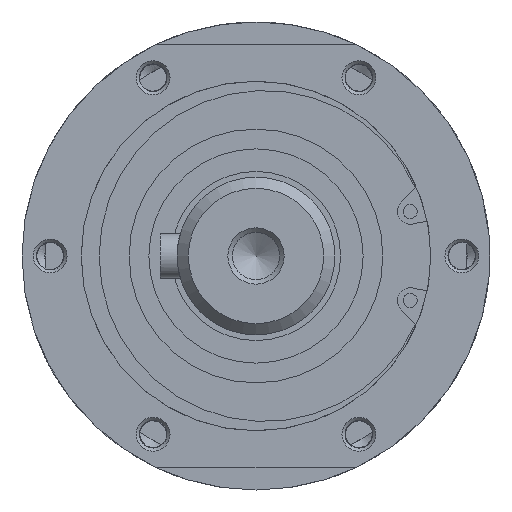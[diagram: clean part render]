
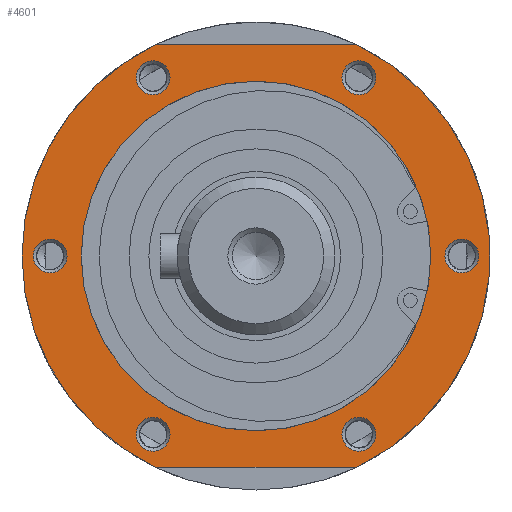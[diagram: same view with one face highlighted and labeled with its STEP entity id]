
A CAD part, left-side view. The second image highlights one B-rep face of the part: STEP entity #4601.
In plain terms, the highlighted planar face has unit normal (-1, 0, 0).
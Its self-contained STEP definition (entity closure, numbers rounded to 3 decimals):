
#4208=CARTESIAN_POINT('',(-142.5,31.,0.));
#4209=VERTEX_POINT('',#4208);
#4210=CARTESIAN_POINT('',(-142.5,0.,0.));
#4211=DIRECTION('',(1.0,0.0,0.0));
#4212=DIRECTION('',(0.0,1.0,0.0));
#4213=AXIS2_PLACEMENT_3D('',#4210,#4211,#4212);
#4214=CIRCLE('',#4213,31.);
#4215=EDGE_CURVE('',#4209,#4209,#4214,.T.);
#4439=CARTESIAN_POINT('',(-142.5,20.848,-30.11));
#4440=VERTEX_POINT('',#4439);
#4441=CARTESIAN_POINT('',(-142.5,18.25,-31.61));
#4442=DIRECTION('',(-1.,0.,0.));
#4443=DIRECTION('',(0.,-0.866,-0.5));
#4444=AXIS2_PLACEMENT_3D('',#4441,#4442,#4443);
#4445=CIRCLE('',#4444,3.);
#4446=EDGE_CURVE('',#4440,#4440,#4445,.T.);
#4459=CARTESIAN_POINT('',(-142.5,36.5,3.));
#4460=VERTEX_POINT('',#4459);
#4461=CARTESIAN_POINT('',(-142.5,36.5,0.));
#4462=DIRECTION('',(-1.0,0.0,0.0));
#4463=DIRECTION('',(0.0,0.0,-1.0));
#4464=AXIS2_PLACEMENT_3D('',#4461,#4462,#4463);
#4465=CIRCLE('',#4464,3.);
#4466=EDGE_CURVE('',#4460,#4460,#4465,.T.);
#4479=CARTESIAN_POINT('',(-142.5,-15.652,-33.11));
#4480=VERTEX_POINT('',#4479);
#4481=CARTESIAN_POINT('',(-142.5,-18.25,-31.61));
#4482=DIRECTION('',(-1.,0.,0.));
#4483=DIRECTION('',(0.,-0.866,0.5));
#4484=AXIS2_PLACEMENT_3D('',#4481,#4482,#4483);
#4485=CIRCLE('',#4484,3.);
#4486=EDGE_CURVE('',#4480,#4480,#4485,.T.);
#4499=CARTESIAN_POINT('',(-142.5,15.652,33.11));
#4500=VERTEX_POINT('',#4499);
#4501=CARTESIAN_POINT('',(-142.5,18.25,31.61));
#4502=DIRECTION('',(-1.,0.,0.));
#4503=DIRECTION('',(0.,0.866,-0.5));
#4504=AXIS2_PLACEMENT_3D('',#4501,#4502,#4503);
#4505=CIRCLE('',#4504,3.);
#4506=EDGE_CURVE('',#4500,#4500,#4505,.T.);
#4519=CARTESIAN_POINT('',(-142.5,-36.5,-3.));
#4520=VERTEX_POINT('',#4519);
#4521=CARTESIAN_POINT('',(-142.5,-36.5,0.));
#4522=DIRECTION('',(-1.0,0.0,0.0));
#4523=DIRECTION('',(0.0,0.0,1.0));
#4524=AXIS2_PLACEMENT_3D('',#4521,#4522,#4523);
#4525=CIRCLE('',#4524,3.);
#4526=EDGE_CURVE('',#4520,#4520,#4525,.T.);
#4531=CARTESIAN_POINT('',(-142.5,36.25,0.));
#4532=DIRECTION('',(-1.0,0.0,0.0));
#4533=DIRECTION('',(0.0,0.0,1.0));
#4534=AXIS2_PLACEMENT_3D('',#4531,#4532,#4533);
#4535=PLANE('',#4534);
#4536=CARTESIAN_POINT('',(-142.5,17.776,-37.5));
#4537=VERTEX_POINT('',#4536);
#4538=CARTESIAN_POINT('',(-142.5,-17.776,-37.5));
#4539=VERTEX_POINT('',#4538);
#4540=CARTESIAN_POINT('',(-142.5,17.776,-37.5));
#4541=DIRECTION('',(0.0,-1.0,0.0));
#4542=VECTOR('',#4541,35.553);
#4543=LINE('',#4540,#4542);
#4544=EDGE_CURVE('',#4537,#4539,#4543,.T.);
#4545=ORIENTED_EDGE('',*,*,#4544,.T.);
#4546=CARTESIAN_POINT('',(-142.5,-17.776,37.5));
#4547=VERTEX_POINT('',#4546);
#4548=CARTESIAN_POINT('',(-142.5,0.,0.));
#4549=DIRECTION('',(1.0,0.0,0.0));
#4550=DIRECTION('',(0.0,1.0,0.0));
#4551=AXIS2_PLACEMENT_3D('',#4548,#4549,#4550);
#4552=CIRCLE('',#4551,41.5);
#4553=EDGE_CURVE('',#4547,#4539,#4552,.T.);
#4554=ORIENTED_EDGE('',*,*,#4553,.F.);
#4555=CARTESIAN_POINT('',(-142.5,17.776,37.5));
#4556=VERTEX_POINT('',#4555);
#4557=CARTESIAN_POINT('',(-142.5,-17.776,37.5));
#4558=DIRECTION('',(0.0,1.0,0.0));
#4559=VECTOR('',#4558,35.553);
#4560=LINE('',#4557,#4559);
#4561=EDGE_CURVE('',#4547,#4556,#4560,.T.);
#4562=ORIENTED_EDGE('',*,*,#4561,.T.);
#4563=CARTESIAN_POINT('',(-142.5,0.,0.));
#4564=DIRECTION('',(1.0,0.0,0.0));
#4565=DIRECTION('',(0.0,1.0,0.0));
#4566=AXIS2_PLACEMENT_3D('',#4563,#4564,#4565);
#4567=CIRCLE('',#4566,41.5);
#4568=EDGE_CURVE('',#4537,#4556,#4567,.T.);
#4569=ORIENTED_EDGE('',*,*,#4568,.F.);
#4570=EDGE_LOOP('',(#4545,#4554,#4562,#4569));
#4571=FACE_OUTER_BOUND('',#4570,.T.);
#4572=ORIENTED_EDGE('',*,*,#4526,.F.);
#4573=EDGE_LOOP('',(#4572));
#4574=FACE_BOUND('',#4573,.T.);
#4575=ORIENTED_EDGE('',*,*,#4486,.F.);
#4576=EDGE_LOOP('',(#4575));
#4577=FACE_BOUND('',#4576,.T.);
#4578=ORIENTED_EDGE('',*,*,#4446,.F.);
#4579=EDGE_LOOP('',(#4578));
#4580=FACE_BOUND('',#4579,.T.);
#4581=ORIENTED_EDGE('',*,*,#4215,.T.);
#4582=EDGE_LOOP('',(#4581));
#4583=FACE_BOUND('',#4582,.T.);
#4584=ORIENTED_EDGE('',*,*,#4466,.F.);
#4585=EDGE_LOOP('',(#4584));
#4586=FACE_BOUND('',#4585,.T.);
#4587=ORIENTED_EDGE('',*,*,#4506,.F.);
#4588=EDGE_LOOP('',(#4587));
#4589=FACE_BOUND('',#4588,.T.);
#4590=CARTESIAN_POINT('',(-142.5,-20.848,30.11));
#4591=VERTEX_POINT('',#4590);
#4592=CARTESIAN_POINT('',(-142.5,-18.25,31.61));
#4593=DIRECTION('',(-1.,0.,0.));
#4594=DIRECTION('',(0.,0.866,0.5));
#4595=AXIS2_PLACEMENT_3D('',#4592,#4593,#4594);
#4596=CIRCLE('',#4595,3.);
#4597=EDGE_CURVE('',#4591,#4591,#4596,.T.);
#4598=ORIENTED_EDGE('',*,*,#4597,.F.);
#4599=EDGE_LOOP('',(#4598));
#4600=FACE_BOUND('',#4599,.T.);
#4601=ADVANCED_FACE('',(#4571,#4574,#4577,#4580,#4583,#4586,#4589,#4600),#4535,.T.);
